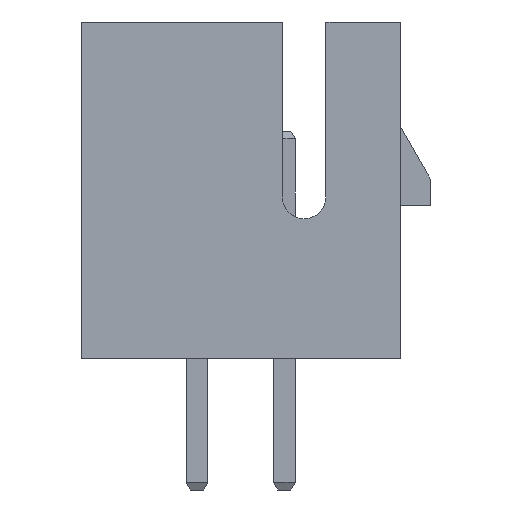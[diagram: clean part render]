
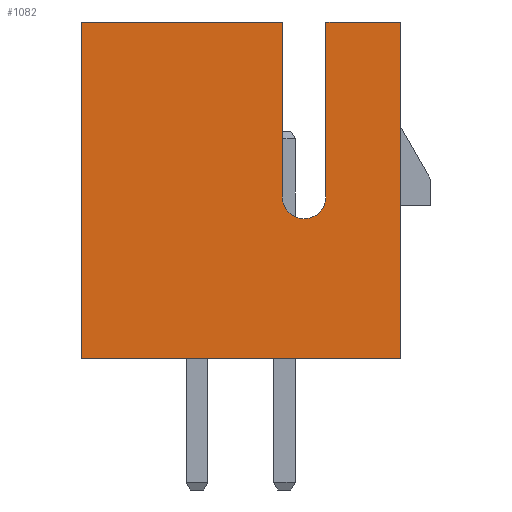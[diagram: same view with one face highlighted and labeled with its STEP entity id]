
A CAD part, left-side view. The second image highlights one B-rep face of the part: STEP entity #1082.
In plain terms, the highlighted planar face has unit normal (-1, 0, 0).
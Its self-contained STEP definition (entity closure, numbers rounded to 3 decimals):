
#47 = CARTESIAN_POINT ( 'NONE',  ( -16., 3.65, 0. ) ) ;
#299 = LINE ( 'NONE', #2848, #4650 ) ;
#556 = DIRECTION ( 'NONE',  ( 0., 0., 1. ) ) ;
#617 = VECTOR ( 'NONE', #7299, 1000. ) ;
#841 = DIRECTION ( 'NONE',  ( 0., 0., 1. ) ) ;
#904 = AXIS2_PLACEMENT_3D ( 'NONE', #7561, #2421, #556 ) ;
#962 = ORIENTED_EDGE ( 'NONE', *, *, #3608, .F. ) ;
#993 = LINE ( 'NONE', #7464, #617 ) ;
#1003 = EDGE_CURVE ( 'NONE', #7550, #7974, #4544, .T. ) ;
#1082 = ADVANCED_FACE ( 'NONE', ( #2513 ), #8316, .T. ) ;
#1194 = LINE ( 'NONE', #3735, #7066 ) ;
#1337 = VECTOR ( 'NONE', #6418, 1000. ) ;
#1510 = EDGE_CURVE ( 'NONE', #6712, #5882, #993, .T. ) ;
#1556 = CARTESIAN_POINT ( 'NONE',  ( -16., -0.95, 0. ) ) ;
#1697 = AXIS2_PLACEMENT_3D ( 'NONE', #8327, #4032, #841 ) ;
#1710 = CARTESIAN_POINT ( 'NONE',  ( -16., -1.95, 3.7 ) ) ;
#1718 = EDGE_CURVE ( 'NONE', #6712, #7974, #299, .T. ) ;
#1773 = VECTOR ( 'NONE', #3069, 1000. ) ;
#1851 = EDGE_CURVE ( 'NONE', #6088, #5862, #5601, .T. ) ;
#1918 = CARTESIAN_POINT ( 'NONE',  ( -16., 3.65, 7.7 ) ) ;
#1986 = LINE ( 'NONE', #1556, #6927 ) ;
#2146 = DIRECTION ( 'NONE',  ( 0., 0., -1. ) ) ;
#2186 = ORIENTED_EDGE ( 'NONE', *, *, #3060, .T. ) ;
#2421 = DIRECTION ( 'NONE',  ( -1., 0., 0. ) ) ;
#2513 = FACE_OUTER_BOUND ( 'NONE', #6228, .T. ) ;
#2602 = DIRECTION ( 'NONE',  ( 0., -1., 0. ) ) ;
#2848 = CARTESIAN_POINT ( 'NONE',  ( -16., -3.65, 0. ) ) ;
#3060 = EDGE_CURVE ( 'NONE', #5882, #6088, #3798, .T. ) ;
#3069 = DIRECTION ( 'NONE',  ( 0., 1., 0. ) ) ;
#3150 = CARTESIAN_POINT ( 'NONE',  ( -16., -3.65, 7.7 ) ) ;
#3227 = CARTESIAN_POINT ( 'NONE',  ( -16., 3.65, 7.7 ) ) ;
#3286 = ORIENTED_EDGE ( 'NONE', *, *, #1851, .T. ) ;
#3336 = ORIENTED_EDGE ( 'NONE', *, *, #1718, .F. ) ;
#3434 = ORIENTED_EDGE ( 'NONE', *, *, #4941, .T. ) ;
#3437 = DIRECTION ( 'NONE',  ( 0., 0., 1. ) ) ;
#3510 = CARTESIAN_POINT ( 'NONE',  ( -16., -3.65, 0. ) ) ;
#3608 = EDGE_CURVE ( 'NONE', #7550, #6781, #1194, .T. ) ;
#3735 = CARTESIAN_POINT ( 'NONE',  ( -16., 3.65, 0. ) ) ;
#3736 = EDGE_CURVE ( 'NONE', #5862, #8035, #1986, .T. ) ;
#3798 = LINE ( 'NONE', #5719, #1337 ) ;
#4032 = DIRECTION ( 'NONE',  ( 1., 0., 0. ) ) ;
#4544 = LINE ( 'NONE', #47, #6844 ) ;
#4650 = VECTOR ( 'NONE', #2146, 1000. ) ;
#4941 = EDGE_CURVE ( 'NONE', #8035, #6781, #7713, .T. ) ;
#5003 = CARTESIAN_POINT ( 'NONE',  ( -16., -0.95, 3.7 ) ) ;
#5601 = CIRCLE ( 'NONE', #1697, 0.5 ) ;
#5666 = ORIENTED_EDGE ( 'NONE', *, *, #1003, .T. ) ;
#5672 = CARTESIAN_POINT ( 'NONE',  ( -16., -0.95, 7.7 ) ) ;
#5719 = CARTESIAN_POINT ( 'NONE',  ( -16., -1.95, 0. ) ) ;
#5862 = VERTEX_POINT ( 'NONE', #5003 ) ;
#5882 = VERTEX_POINT ( 'NONE', #8217 ) ;
#5930 = CARTESIAN_POINT ( 'NONE',  ( -16., 3.65, 0. ) ) ;
#6088 = VERTEX_POINT ( 'NONE', #1710 ) ;
#6228 = EDGE_LOOP ( 'NONE', ( #3286, #7150, #3434, #962, #5666, #3336, #6417, #2186 ) ) ;
#6261 = DIRECTION ( 'NONE',  ( 0., 0., 1. ) ) ;
#6417 = ORIENTED_EDGE ( 'NONE', *, *, #1510, .T. ) ;
#6418 = DIRECTION ( 'NONE',  ( 0., 0., -1. ) ) ;
#6712 = VERTEX_POINT ( 'NONE', #3150 ) ;
#6781 = VERTEX_POINT ( 'NONE', #3227 ) ;
#6844 = VECTOR ( 'NONE', #2602, 1000. ) ;
#6927 = VECTOR ( 'NONE', #3437, 1000. ) ;
#7066 = VECTOR ( 'NONE', #6261, 1000. ) ;
#7150 = ORIENTED_EDGE ( 'NONE', *, *, #3736, .T. ) ;
#7299 = DIRECTION ( 'NONE',  ( 0., 1., 0. ) ) ;
#7464 = CARTESIAN_POINT ( 'NONE',  ( -16., 3.65, 7.7 ) ) ;
#7550 = VERTEX_POINT ( 'NONE', #5930 ) ;
#7561 = CARTESIAN_POINT ( 'NONE',  ( -16., 3.65, 0. ) ) ;
#7713 = LINE ( 'NONE', #1918, #1773 ) ;
#7974 = VERTEX_POINT ( 'NONE', #3510 ) ;
#8035 = VERTEX_POINT ( 'NONE', #5672 ) ;
#8217 = CARTESIAN_POINT ( 'NONE',  ( -16., -1.95, 7.7 ) ) ;
#8316 = PLANE ( 'NONE',  #904 ) ;
#8327 = CARTESIAN_POINT ( 'NONE',  ( -16., -1.45, 3.7 ) ) ;
